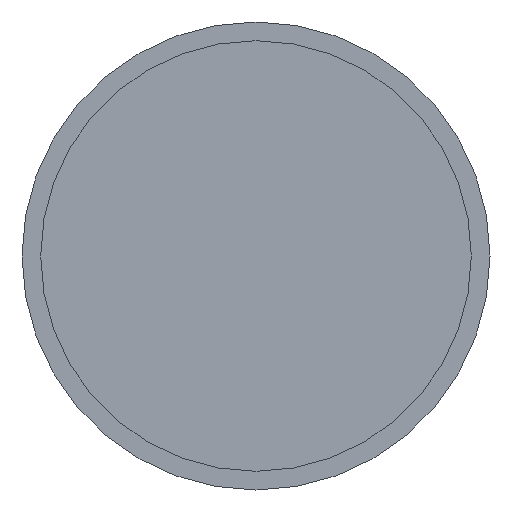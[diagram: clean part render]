
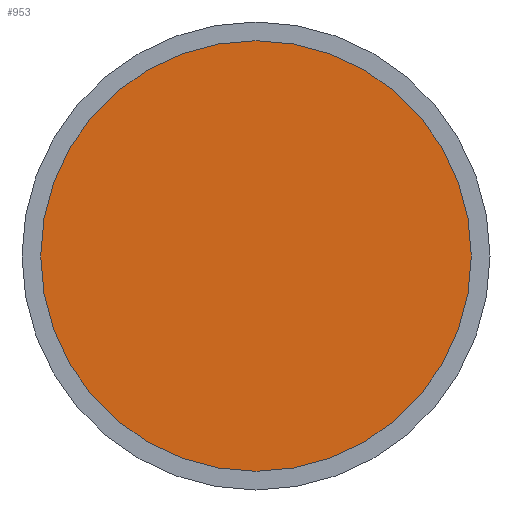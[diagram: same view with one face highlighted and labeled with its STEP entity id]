
A CAD part, front view. The second image highlights one B-rep face of the part: STEP entity #953.
In plain terms, the highlighted planar face has unit normal (0, -1, 0).
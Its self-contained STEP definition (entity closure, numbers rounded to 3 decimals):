
#151 = EDGE_CURVE ( 'NONE', #977, #160, #1498, .T. ) ;
#160 = VERTEX_POINT ( 'NONE', #184 ) ;
#162 = CARTESIAN_POINT ( 'NONE',  ( 0., 0., 0. ) ) ;
#184 = CARTESIAN_POINT ( 'NONE',  ( -23., 0., 0. ) ) ;
#305 = DIRECTION ( 'NONE',  ( 1., 0., 0. ) ) ;
#343 = AXIS2_PLACEMENT_3D ( 'NONE', #162, #1722, #414 ) ;
#414 = DIRECTION ( 'NONE',  ( -1., 0., 0. ) ) ;
#435 = AXIS2_PLACEMENT_3D ( 'NONE', #1367, #1235, #305 ) ;
#441 = CARTESIAN_POINT ( 'NONE',  ( 0., 0., 0. ) ) ;
#557 = FACE_OUTER_BOUND ( 'NONE', #795, .T. ) ;
#575 = EDGE_CURVE ( 'NONE', #160, #977, #993, .T. ) ;
#742 = ORIENTED_EDGE ( 'NONE', *, *, #151, .T. ) ;
#795 = EDGE_LOOP ( 'NONE', ( #742, #972 ) ) ;
#838 = DIRECTION ( 'NONE',  ( 1., 0., 0. ) ) ;
#953 = ADVANCED_FACE ( 'NONE', ( #557 ), #1352, .F. ) ;
#972 = ORIENTED_EDGE ( 'NONE', *, *, #575, .T. ) ;
#977 = VERTEX_POINT ( 'NONE', #1210 ) ;
#993 = CIRCLE ( 'NONE', #1357, 23. ) ;
#1210 = CARTESIAN_POINT ( 'NONE',  ( 23., 0., 0. ) ) ;
#1235 = DIRECTION ( 'NONE',  ( 0., -1., 0. ) ) ;
#1352 = PLANE ( 'NONE',  #343 ) ;
#1357 = AXIS2_PLACEMENT_3D ( 'NONE', #441, #1510, #838 ) ;
#1367 = CARTESIAN_POINT ( 'NONE',  ( 0., 0., 0. ) ) ;
#1498 = CIRCLE ( 'NONE', #435, 23. ) ;
#1510 = DIRECTION ( 'NONE',  ( 0., -1., 0. ) ) ;
#1722 = DIRECTION ( 'NONE',  ( 0., 1., 0. ) ) ;
